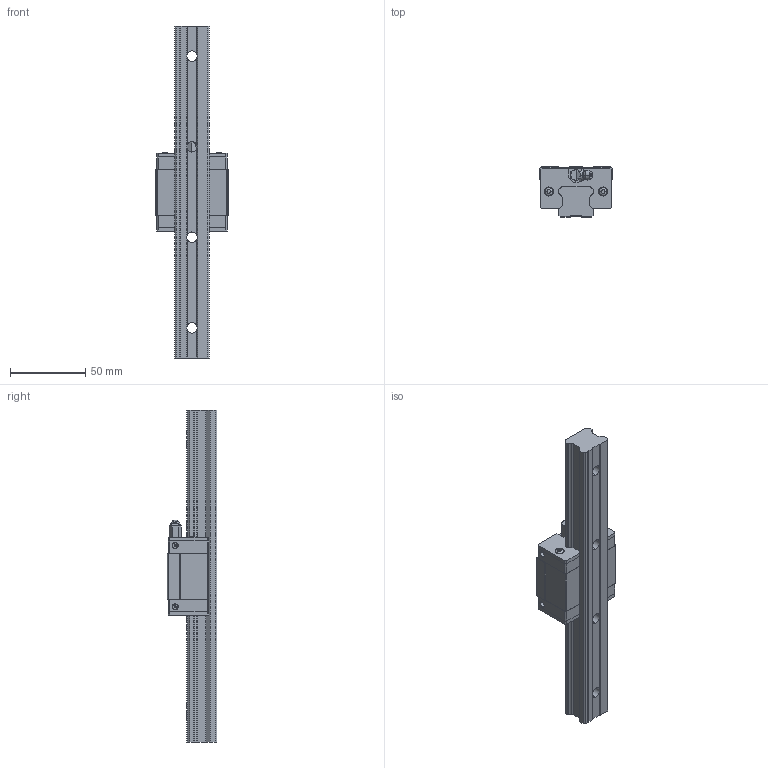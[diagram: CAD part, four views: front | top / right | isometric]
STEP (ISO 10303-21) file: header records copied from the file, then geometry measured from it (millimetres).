
FILE_DESCRIPTION (( 'STEP AP203' ), '1' );
FILE_NAME ('SBI 25 SV.STEP', '2015-01-09T04:43:47', ( 'star' ), ( '' ), 'SwSTEP 2.0', 'SolidWorks 2013', '' );
FILE_SCHEMA (( 'CONFIG_CONTROL_DESIGN' ));
Length unit declared in the file: millimetre
Products named in the file (7): DEFAULT_3; A2N; DEFAULT_1; DEFAULT_4; SBI 25 SV; DEFAULT_2; DEFAULT_5
Assembly tree (11 placements, depth 2):
  SBI 25 SV
    DEFAULT_1
    DEFAULT_2
    DEFAULT_3  x2
    DEFAULT_4  x2
    DEFAULT_5  x4
    A2N
Bounding box: 48 x 33 x 220 mm (x, y, z)
Volume: 134697.3 mm3; surface area: 42739 mm2
Topology: 11 solids, 11 shells, 440 faces, 1126 edges, 724 vertices
Faces by surface type: plane 257, cylinder 123, cone 29, bspline 23, torus 8
Entity records: 10070 total; most frequent: CARTESIAN_POINT 2014, ORIENTED_EDGE 1504, DIRECTION 1487, EDGE_CURVE 752, LINE 499, VECTOR 499, AXIS2_PLACEMENT_3D 494, VERTEX_POINT 488
